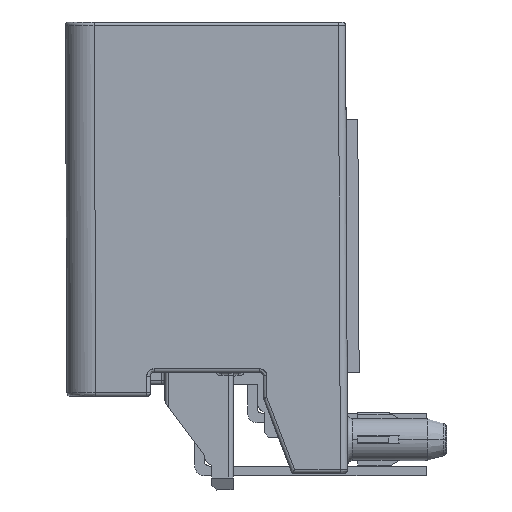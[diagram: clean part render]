
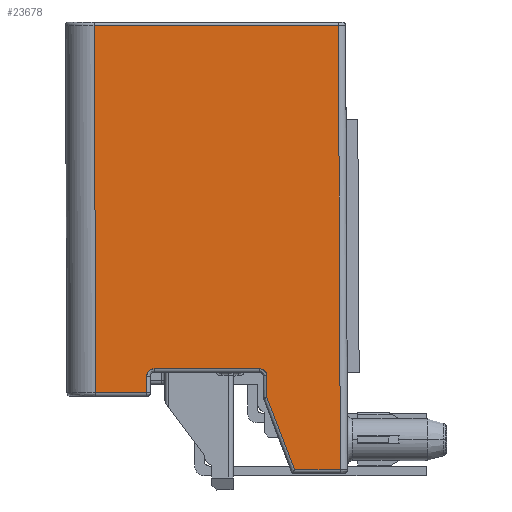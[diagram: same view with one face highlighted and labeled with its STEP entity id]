
A CAD part, left-side view. The second image highlights one B-rep face of the part: STEP entity #23678.
In plain terms, the highlighted planar face has unit normal (-1, 0, -0.004).
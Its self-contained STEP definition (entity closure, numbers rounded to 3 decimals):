
#913=DIRECTION('',(-0.004,0.004,1.));
#914=VECTOR('',#913,18.5);
#915=CARTESIAN_POINT('',(-13.234,-3.515,
-8.92));
#916=LINE('',#915,#914);
#917=DIRECTION('',(0.004,-0.359,-0.933));
#918=VECTOR('',#917,3.224);
#919=CARTESIAN_POINT('',(-13.247,-0.452,
-5.911));
#920=LINE('',#919,#918);
#921=CARTESIAN_POINT('',(-13.252,-0.148,
-4.72));
#922=CARTESIAN_POINT('',(-13.252,-0.181,
-4.72));
#923=CARTESIAN_POINT('',(-13.252,-0.242,
-4.73));
#924=CARTESIAN_POINT('',(-13.252,-0.327,
-4.773));
#925=CARTESIAN_POINT('',(-13.251,-0.394,
-4.839));
#926=CARTESIAN_POINT('',(-13.251,-0.438,
-4.925));
#927=CARTESIAN_POINT('',(-13.251,-0.448,
-4.985));
#928=CARTESIAN_POINT('',(-13.251,-0.449,
-5.02));
#930=DIRECTION('',(0.004,-0.004,-1.));
#931=VECTOR('',#930,15.3);
#932=CARTESIAN_POINT('',(-13.314,6.742,9.58));
#933=LINE('',#932,#931);
#1928=DIRECTION('',(0.,-1.,0.));
#1929=VECTOR('',#1928,10.176);
#1930=CARTESIAN_POINT('',(-13.314,6.742,9.58));
#1931=LINE('',#1930,#1929);
#9705=DIRECTION('',(0.,1.,0.));
#9706=VECTOR('',#9705,2.126);
#9707=CARTESIAN_POINT('',(-13.248,4.549,
-5.72));
#9708=LINE('',#9707,#9706);
#9728=DIRECTION('',(0.004,0.,-1.));
#9729=VECTOR('',#9728,0.7);
#9730=CARTESIAN_POINT('',(-13.251,4.549,
-5.02));
#9731=LINE('',#9730,#9729);
#9741=CARTESIAN_POINT('',(-13.252,4.249,
-4.72));
#9742=CARTESIAN_POINT('',(-13.252,4.281,
-4.72));
#9743=CARTESIAN_POINT('',(-13.252,4.343,
-4.73));
#9744=CARTESIAN_POINT('',(-13.252,4.428,
-4.773));
#9745=CARTESIAN_POINT('',(-13.251,4.495,
-4.84));
#9746=CARTESIAN_POINT('',(-13.251,4.539,
-4.926));
#9747=CARTESIAN_POINT('',(-13.251,4.549,
-4.987));
#9748=CARTESIAN_POINT('',(-13.251,4.549,
-5.02));
#9755=DIRECTION('',(0.,1.,0.));
#9756=VECTOR('',#9755,4.397);
#9757=CARTESIAN_POINT('',(-13.252,-0.148,
-4.72));
#9758=LINE('',#9757,#9756);
#9777=DIRECTION('',(-0.004,0.003,1.));
#9778=VECTOR('',#9777,0.891);
#9779=CARTESIAN_POINT('',(-13.247,-0.452,
-5.911));
#9780=LINE('',#9779,#9778);
#9824=DIRECTION('',(0.,1.,0.));
#9825=VECTOR('',#9824,1.906);
#9826=CARTESIAN_POINT('',(-13.234,-3.515,
-8.92));
#9827=LINE('',#9826,#9825);
#20470=CARTESIAN_POINT('',(-13.234,-3.515,
-8.92));
#20471=CARTESIAN_POINT('',(-13.314,-3.434,
9.58));
#20472=VERTEX_POINT('',#20470);
#20473=VERTEX_POINT('',#20471);
#20474=CARTESIAN_POINT('',(-13.314,6.742,
9.58));
#20475=VERTEX_POINT('',#20474);
#20476=CARTESIAN_POINT('',(-13.248,6.675,
-5.72));
#20477=VERTEX_POINT('',#20476);
#20478=CARTESIAN_POINT('',(-13.248,4.549,
-5.72));
#20479=VERTEX_POINT('',#20478);
#20480=CARTESIAN_POINT('',(-13.251,4.549,
-5.02));
#20481=VERTEX_POINT('',#20480);
#20482=VERTEX_POINT('',#9741);
#20483=CARTESIAN_POINT('',(-13.252,-0.148,
-4.72));
#20484=VERTEX_POINT('',#20483);
#20485=VERTEX_POINT('',#928);
#20486=CARTESIAN_POINT('',(-13.247,-0.452,
-5.911));
#20487=VERTEX_POINT('',#20486);
#20488=CARTESIAN_POINT('',(-13.234,-1.609,
-8.92));
#20489=VERTEX_POINT('',#20488);
#23650=CARTESIAN_POINT('',(-13.315,2.072,
9.731));
#23651=DIRECTION('',(-1.,0.,
-0.004));
#23652=DIRECTION('',(-0.004,0.,1.));
#23653=AXIS2_PLACEMENT_3D('',#23650,#23651,#23652);
#23654=PLANE('',#23653);
#23656=ORIENTED_EDGE('',*,*,#23655,.F.);
#23658=ORIENTED_EDGE('',*,*,#23657,.T.);
#23660=ORIENTED_EDGE('',*,*,#23659,.F.);
#23662=ORIENTED_EDGE('',*,*,#23661,.T.);
#23664=ORIENTED_EDGE('',*,*,#23663,.F.);
#23666=ORIENTED_EDGE('',*,*,#23665,.T.);
#23668=ORIENTED_EDGE('',*,*,#23667,.T.);
#23670=ORIENTED_EDGE('',*,*,#23669,.T.);
#23672=ORIENTED_EDGE('',*,*,#23671,.T.);
#23673=ORIENTED_EDGE('',*,*,#23640,.F.);
#23675=ORIENTED_EDGE('',*,*,#23674,.T.);
#23676=EDGE_LOOP('',(#23656,#23658,#23660,#23662,#23664,#23666,#23668,#23670,
#23672,#23673,#23675));
#23677=FACE_OUTER_BOUND('',#23676,.F.);
#23678=ADVANCED_FACE('',(#23677),#23654,.T.);
#929=B_SPLINE_CURVE_WITH_KNOTS('',3,(#921,#922,#923,#924,#925,#926,#927,#928),
.UNSPECIFIED.,.F.,.F.,(4,1,1,1,1,4),(0.,0.2,0.4,0.6,0.8,1.),
.UNSPECIFIED.);
#9749=B_SPLINE_CURVE_WITH_KNOTS('',3,(#9741,#9742,#9743,#9744,#9745,#9746,#9747,
#9748),.UNSPECIFIED.,.F.,.F.,(4,1,1,1,1,4),(0.,0.2,0.4,0.6,0.8,1.),
.UNSPECIFIED.);
#23640=EDGE_CURVE('',#20475,#20477,#933,.T.);
#23655=EDGE_CURVE('',#20472,#20473,#916,.T.);
#23657=EDGE_CURVE('',#20472,#20489,#9827,.T.);
#23659=EDGE_CURVE('',#20487,#20489,#920,.T.);
#23661=EDGE_CURVE('',#20487,#20485,#9780,.T.);
#23663=EDGE_CURVE('',#20484,#20485,#929,.T.);
#23665=EDGE_CURVE('',#20484,#20482,#9758,.T.);
#23667=EDGE_CURVE('',#20482,#20481,#9749,.T.);
#23669=EDGE_CURVE('',#20481,#20479,#9731,.T.);
#23671=EDGE_CURVE('',#20479,#20477,#9708,.T.);
#23674=EDGE_CURVE('',#20475,#20473,#1931,.T.);
